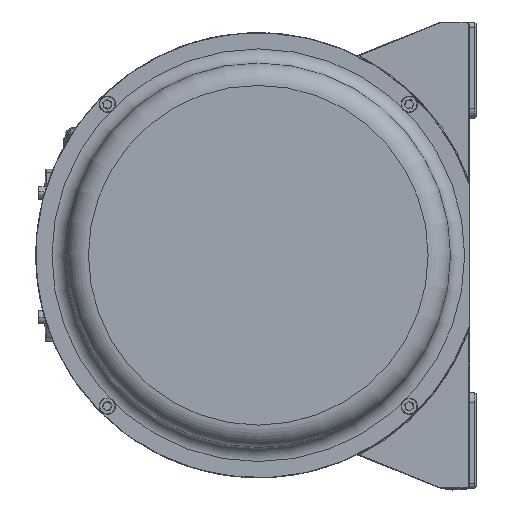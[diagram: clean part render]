
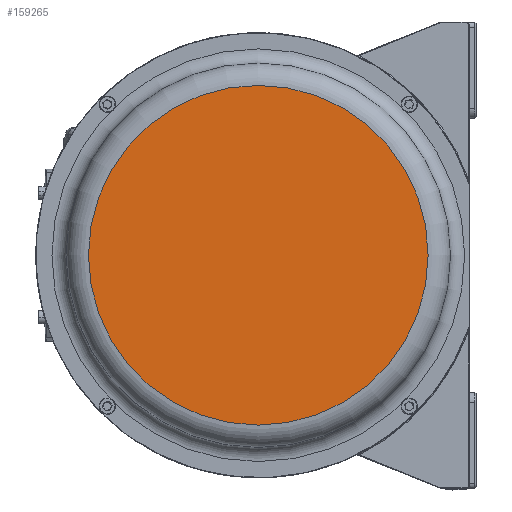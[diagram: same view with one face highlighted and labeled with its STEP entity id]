
A CAD part, left-side view. The second image highlights one B-rep face of the part: STEP entity #159265.
In plain terms, the highlighted planar face has unit normal (-1, 0, 0).
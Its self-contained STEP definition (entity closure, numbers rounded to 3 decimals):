
#10851 = DIRECTION ( 'NONE',  ( -1., 0., 0. ) ) ;
#20779 = CIRCLE ( 'NONE', #57659, 167.5 ) ;
#57659 = AXIS2_PLACEMENT_3D ( 'NONE', #138645, #10851, #160174 ) ;
#80682 = CARTESIAN_POINT ( 'NONE',  ( -431., 167.5, 0. ) ) ;
#93595 = AXIS2_PLACEMENT_3D ( 'NONE', #80682, #123559, #273198 ) ;
#99812 = VERTEX_POINT ( 'NONE', #133013 ) ;
#102118 = PLANE ( 'NONE',  #93595 ) ;
#123559 = DIRECTION ( 'NONE',  ( 1., 0., 0. ) ) ;
#133013 = CARTESIAN_POINT ( 'NONE',  ( -431., 0., 167.5 ) ) ;
#138645 = CARTESIAN_POINT ( 'NONE',  ( -431., 0., 0. ) ) ;
#159011 = ORIENTED_EDGE ( 'NONE', *, *, #262118, .T. ) ;
#159265 = ADVANCED_FACE ( 'NONE', ( #165498 ), #102118, .F. ) ;
#160174 = DIRECTION ( 'NONE',  ( 0., 0., 1. ) ) ;
#165498 = FACE_OUTER_BOUND ( 'NONE', #266814, .T. ) ;
#262118 = EDGE_CURVE ( 'NONE', #99812, #99812, #20779, .T. ) ;
#266814 = EDGE_LOOP ( 'NONE', ( #159011 ) ) ;
#273198 = DIRECTION ( 'NONE',  ( 0., 0., -1. ) ) ;
